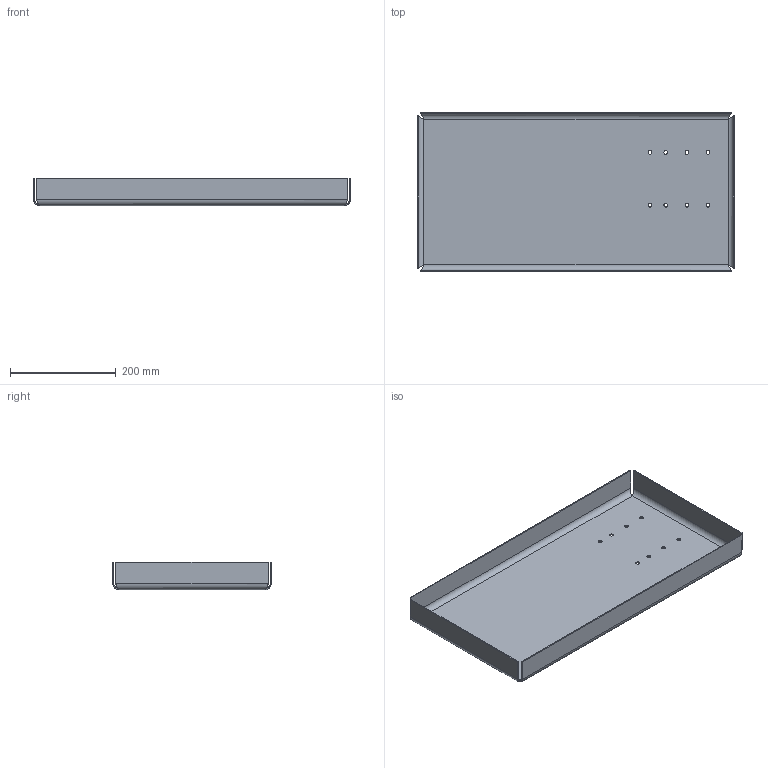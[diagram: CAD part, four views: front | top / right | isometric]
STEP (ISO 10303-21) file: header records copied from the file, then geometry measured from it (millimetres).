
FILE_DESCRIPTION (( 'STEP AP214' ), '1' );
FILE_NAME ('Base.STEP', '2025-06-17T22:32:02', ( '' ), ( '' ), 'SwSTEP 2.0', 'SolidWorks 2023', '' );
FILE_SCHEMA (( 'AUTOMOTIVE_DESIGN' ));
Length unit declared in the file: millimetre
Products named in the file (1): Base
Bounding box: 600 x 300 x 52 mm (x, y, z)
Volume: 517573.3 mm3; surface area: 522371.6 mm2
Topology: 1 solids, 1 shells, 54 faces, 124 edges, 72 vertices
Faces by surface type: cylinder 24, plane 22, bspline 8
Entity records: 2179 total; most frequent: CARTESIAN_POINT 947, ORIENTED_EDGE 248, DIRECTION 234, EDGE_CURVE 124, AXIS2_PLACEMENT_3D 79, LINE 76, VECTOR 76, VERTEX_POINT 72
